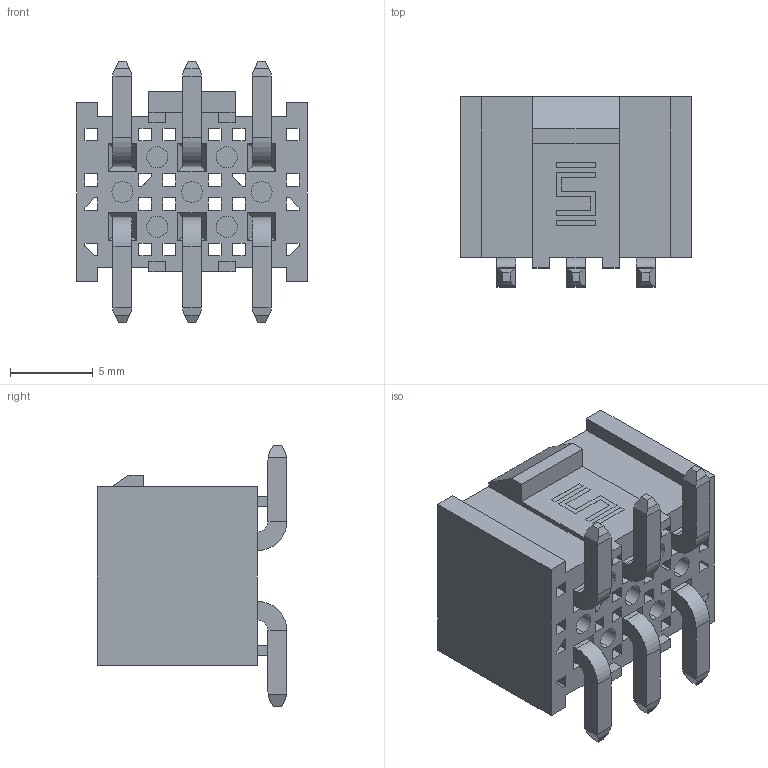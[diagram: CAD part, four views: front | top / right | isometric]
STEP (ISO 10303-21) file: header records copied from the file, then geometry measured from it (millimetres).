
FILE_DESCRIPTION (( 'STEP AP203' ), '1' );
FILE_NAME ('IPBT-103-H2-X-D.step', '2007-02-15T21:07:50', ( ' ' ), ( ' ' ), 'SwSTEP 2.0', 'SolidWorks 2007', '' );
FILE_SCHEMA (( 'CONFIG_CONTROL_DESIGN' ));
Length unit declared in the file: inch
Products named in the file (3): IPBT-XX-D-XX_Customer Model: -GP; IPBT-103-H2-X-D; T-1S55-X_SMT
Assembly tree (7 placements, depth 2):
  IPBT-103-H2-X-D
    T-1S55-X_SMT  x6
    IPBT-XX-D-XX_Customer Model: -GP
Bounding box: 13.91 x 11.43 x 15.75 mm (x, y, z)
Volume: 730.9 mm3; surface area: 2095.9 mm2
Topology: 7 solids, 7 shells, 489 faces, 1251 edges, 768 vertices
Faces by surface type: plane 463, cylinder 26
Entity records: 11144 total; most frequent: CARTESIAN_POINT 1868, ORIENTED_EDGE 1862, DIRECTION 1701, EDGE_CURVE 931, LINE 899, VECTOR 899, VERTEX_POINT 568, EDGE_LOOP 411
